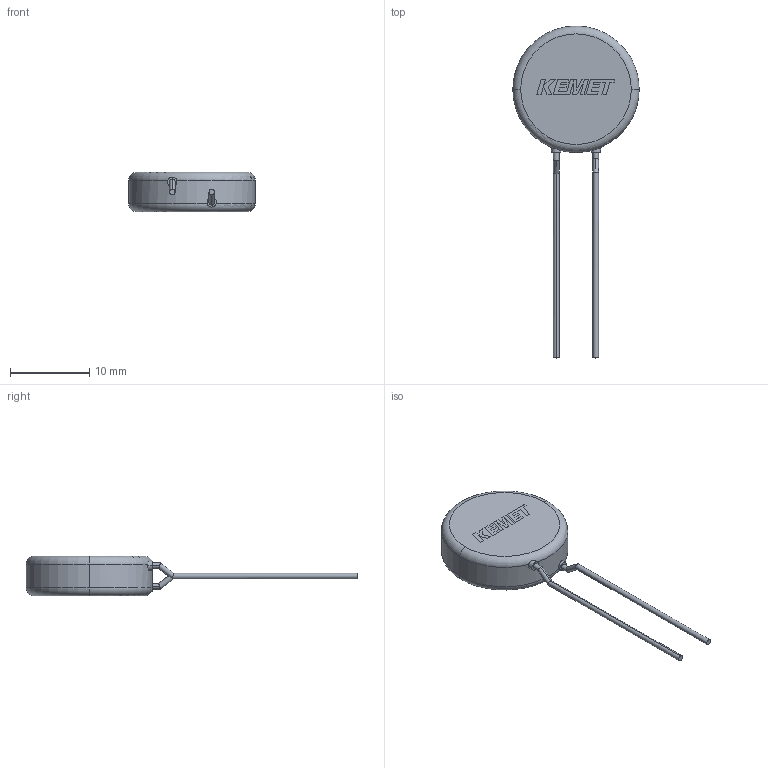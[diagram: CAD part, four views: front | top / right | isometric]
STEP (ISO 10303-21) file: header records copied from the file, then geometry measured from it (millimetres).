
FILE_DESCRIPTION (( 'STEP AP214' ), '1' );
FILE_NAME ('CCD_VC16X5_D16T5S5LL26F0.7V2.1.STEP', '2025-03-24T21:14:35', ( '' ), ( '' ), 'SwSTEP 2.0', 'SolidWorks 2021', '' );
FILE_SCHEMA (( 'AUTOMOTIVE_DESIGN' ));
Length unit declared in the file: millimetre
Products named in the file (1): CCD_VC16X5_D16T5S5LL26F0.7V2.1
Bounding box: 16 x 42 x 5 mm (x, y, z)
Volume: 1005.7 mm3; surface area: 751.4 mm2
Topology: 4 solids, 4 shells, 85 faces, 219 edges, 144 vertices
Faces by surface type: plane 63, cylinder 18, torus 4
Entity records: 3435 total; most frequent: CARTESIAN_POINT 549, ORIENTED_EDGE 438, DIRECTION 395, EDGE_CURVE 219, VECTOR 171, LINE 171, VERTEX_POINT 144, AXIS2_PLACEMENT_3D 112
